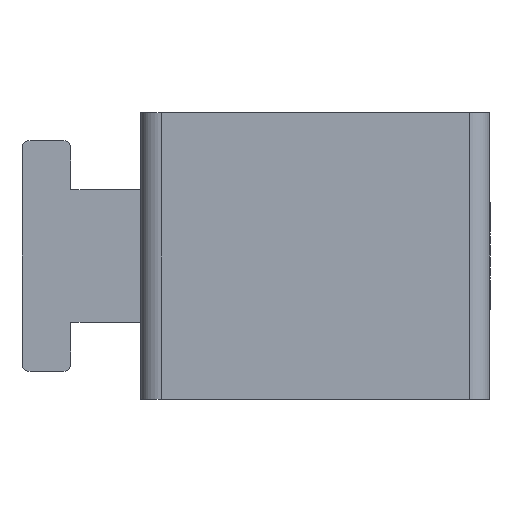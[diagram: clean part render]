
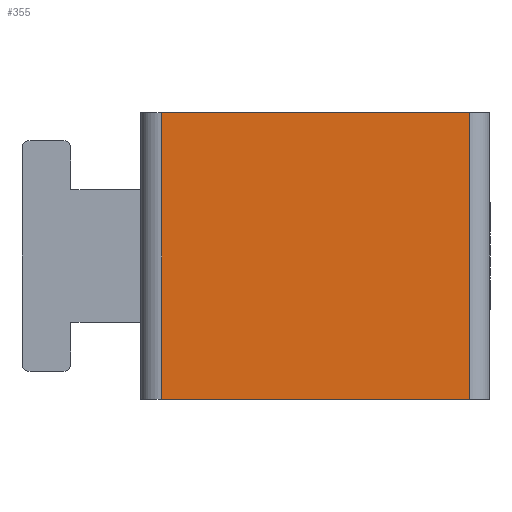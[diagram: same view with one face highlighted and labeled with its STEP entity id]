
A CAD part, left-side view. The second image highlights one B-rep face of the part: STEP entity #355.
In plain terms, the highlighted planar face has unit normal (-1, 0, 0).
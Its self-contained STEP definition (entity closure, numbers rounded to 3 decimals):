
#7 = VERTEX_POINT ( 'NONE', #900 ) ;
#66 = ORIENTED_EDGE ( 'NONE', *, *, #785, .T. ) ;
#216 = ORIENTED_EDGE ( 'NONE', *, *, #1859, .T. ) ;
#266 = ORIENTED_EDGE ( 'NONE', *, *, #1213, .T. ) ;
#355 = ADVANCED_FACE ( 'NONE', ( #553 ), #1268, .F. ) ;
#411 = VECTOR ( 'NONE', #1662, 1000. ) ;
#429 = CARTESIAN_POINT ( 'NONE',  ( -210.5, 0., 0. ) ) ;
#431 = VERTEX_POINT ( 'NONE', #1137 ) ;
#532 = ORIENTED_EDGE ( 'NONE', *, *, #1840, .F. ) ;
#534 = VECTOR ( 'NONE', #1681, 1000. ) ;
#553 = FACE_OUTER_BOUND ( 'NONE', #695, .T. ) ;
#570 = CARTESIAN_POINT ( 'NONE',  ( -210.5, 47., 20.5 ) ) ;
#688 = DIRECTION ( 'NONE',  ( 0., 1., 0. ) ) ;
#695 = EDGE_LOOP ( 'NONE', ( #216, #266, #532, #66 ) ) ;
#727 = VECTOR ( 'NONE', #1292, 1000. ) ;
#785 = EDGE_CURVE ( 'NONE', #1683, #7, #1295, .T. ) ;
#825 = DIRECTION ( 'NONE',  ( 1., 0., 0. ) ) ;
#900 = CARTESIAN_POINT ( 'NONE',  ( -210.5, 47., 20.5 ) ) ;
#1029 = VERTEX_POINT ( 'NONE', #1795 ) ;
#1088 = CARTESIAN_POINT ( 'NONE',  ( -210.5, 3., -20.5 ) ) ;
#1117 = DIRECTION ( 'NONE',  ( 0., 1., 0. ) ) ;
#1137 = CARTESIAN_POINT ( 'NONE',  ( -210.5, 3., -20.5 ) ) ;
#1167 = CARTESIAN_POINT ( 'NONE',  ( -210.5, 0., -20.5 ) ) ;
#1175 = LINE ( 'NONE', #1167, #727 ) ;
#1213 = EDGE_CURVE ( 'NONE', #1029, #431, #1175, .T. ) ;
#1251 = VECTOR ( 'NONE', #688, 1000. ) ;
#1268 = PLANE ( 'NONE',  #1631 ) ;
#1292 = DIRECTION ( 'NONE',  ( 0., -1., 0. ) ) ;
#1295 = LINE ( 'NONE', #1433, #1251 ) ;
#1389 = LINE ( 'NONE', #570, #534 ) ;
#1433 = CARTESIAN_POINT ( 'NONE',  ( -210.5, 0., 20.5 ) ) ;
#1542 = LINE ( 'NONE', #1088, #411 ) ;
#1586 = CARTESIAN_POINT ( 'NONE',  ( -210.5, 3., 20.5 ) ) ;
#1631 = AXIS2_PLACEMENT_3D ( 'NONE', #429, #825, #1117 ) ;
#1662 = DIRECTION ( 'NONE',  ( 0., 0., -1. ) ) ;
#1681 = DIRECTION ( 'NONE',  ( 0., 0., -1. ) ) ;
#1683 = VERTEX_POINT ( 'NONE', #1586 ) ;
#1795 = CARTESIAN_POINT ( 'NONE',  ( -210.5, 47., -20.5 ) ) ;
#1840 = EDGE_CURVE ( 'NONE', #1683, #431, #1542, .T. ) ;
#1859 = EDGE_CURVE ( 'NONE', #7, #1029, #1389, .T. ) ;
